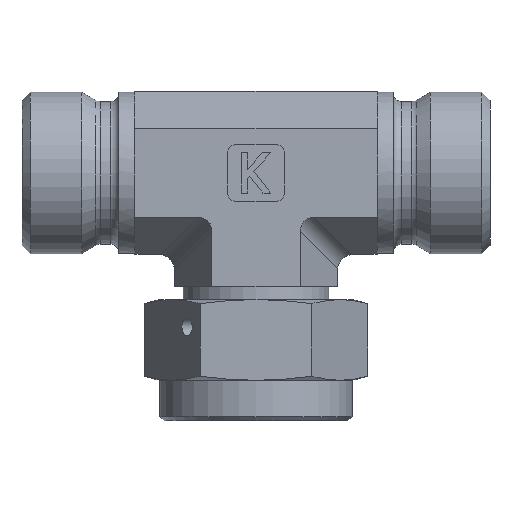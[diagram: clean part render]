
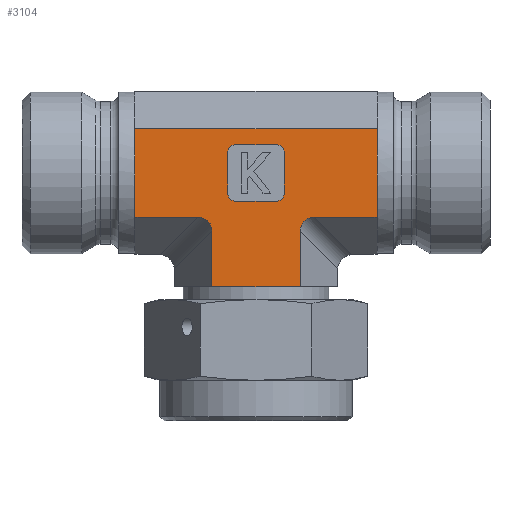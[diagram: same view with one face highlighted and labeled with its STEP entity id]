
A CAD part, left-side view. The second image highlights one B-rep face of the part: STEP entity #3104.
In plain terms, the highlighted planar face has unit normal (-1, 0, 0).
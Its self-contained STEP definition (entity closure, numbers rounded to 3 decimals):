
#153=CARTESIAN_POINT('',(-28.485,24.544,20.485));
#154=VERTEX_POINT('',#153);
#155=CARTESIAN_POINT('',(-28.485,24.544,18.122));
#156=VERTEX_POINT('',#155);
#157=CARTESIAN_POINT('',(-28.485,24.544,20.485));
#158=DIRECTION('',(0.0,0.0,-1.0));
#159=VECTOR('',#158,2.362);
#160=LINE('',#157,#159);
#161=EDGE_CURVE('',#154,#156,#160,.T.);
#186=CARTESIAN_POINT('',(-28.485,24.544,9.515));
#187=VERTEX_POINT('',#186);
#196=CARTESIAN_POINT('',(-28.485,24.544,11.878));
#197=VERTEX_POINT('',#196);
#198=CARTESIAN_POINT('',(-28.485,24.544,11.878));
#199=DIRECTION('',(0.0,0.0,-1.0));
#200=VECTOR('',#199,2.362);
#201=LINE('',#198,#200);
#202=EDGE_CURVE('',#197,#187,#201,.T.);
#655=CARTESIAN_POINT('',(-28.485,-5.456,9.515));
#656=VERTEX_POINT('',#655);
#657=CARTESIAN_POINT('',(-28.485,-5.456,11.878));
#658=VERTEX_POINT('',#657);
#659=CARTESIAN_POINT('',(-28.485,-5.456,9.515));
#660=DIRECTION('',(0.0,0.0,1.0));
#661=VECTOR('',#660,2.362);
#662=LINE('',#659,#661);
#663=EDGE_CURVE('',#656,#658,#662,.T.);
#688=CARTESIAN_POINT('',(-28.485,-5.456,20.485));
#689=VERTEX_POINT('',#688);
#698=CARTESIAN_POINT('',(-28.485,-5.456,18.122));
#699=VERTEX_POINT('',#698);
#700=CARTESIAN_POINT('',(-28.485,-5.456,18.122));
#701=DIRECTION('',(0.0,0.0,1.0));
#702=VECTOR('',#701,2.362);
#703=LINE('',#700,#702);
#704=EDGE_CURVE('',#699,#689,#703,.T.);
#1327=CARTESIAN_POINT('',(-28.485,15.029,0.9));
#1328=VERTEX_POINT('',#1327);
#1366=CARTESIAN_POINT('',(-28.485,4.059,0.9));
#1367=VERTEX_POINT('',#1366);
#1374=CARTESIAN_POINT('',(-28.485,15.029,0.9));
#1375=DIRECTION('',(0.0,-1.0,0.0));
#1376=VECTOR('',#1375,10.97);
#1377=LINE('',#1374,#1376);
#1378=EDGE_CURVE('',#1328,#1367,#1377,.T.);
#2011=CARTESIAN_POINT('',(-28.485,15.029,7.783));
#2012=VERTEX_POINT('',#2011);
#2013=CARTESIAN_POINT('',(-28.485,16.761,9.515));
#2014=VERTEX_POINT('',#2013);
#2015=CARTESIAN_POINT('',(-28.485,17.338,7.206));
#2016=DIRECTION('',(-1.0,0.0,0.0));
#2017=DIRECTION('',(0.0,-0.707,0.707));
#2018=AXIS2_PLACEMENT_3D('',#2015,#2016,#2017);
#2019=ELLIPSE('',#2018,2.582,2.0);
#2020=EDGE_CURVE('',#2012,#2014,#2019,.T.);
#2064=CARTESIAN_POINT('',(-28.485,16.761,9.515));
#2065=DIRECTION('',(0.0,1.0,0.0));
#2066=VECTOR('',#2065,7.783);
#2067=LINE('',#2064,#2066);
#2068=EDGE_CURVE('',#2014,#187,#2067,.T.);
#2488=CARTESIAN_POINT('',(-28.485,6.044,17.5));
#2489=VERTEX_POINT('',#2488);
#2496=CARTESIAN_POINT('',(-28.485,7.044,18.5));
#2497=VERTEX_POINT('',#2496);
#2498=CARTESIAN_POINT('',(-28.485,7.044,17.5));
#2499=DIRECTION('',(-1.0,0.0,0.0));
#2500=DIRECTION('',(0.0,-0.707,0.707));
#2501=AXIS2_PLACEMENT_3D('',#2498,#2499,#2500);
#2502=CIRCLE('',#2501,1.0);
#2503=EDGE_CURVE('',#2489,#2497,#2502,.T.);
#2520=CARTESIAN_POINT('',(-28.485,12.044,18.5));
#2521=VERTEX_POINT('',#2520);
#2522=CARTESIAN_POINT('',(-28.485,12.044,18.5));
#2523=DIRECTION('',(0.0,-1.0,0.0));
#2524=VECTOR('',#2523,5.);
#2525=LINE('',#2522,#2524);
#2526=EDGE_CURVE('',#2521,#2497,#2525,.T.);
#2561=CARTESIAN_POINT('',(-28.485,7.044,11.5));
#2562=VERTEX_POINT('',#2561);
#2569=CARTESIAN_POINT('',(-28.485,6.044,12.5));
#2570=VERTEX_POINT('',#2569);
#2571=CARTESIAN_POINT('',(-28.485,7.044,12.5));
#2572=DIRECTION('',(-1.0,0.0,0.0));
#2573=DIRECTION('',(0.0,-0.707,-0.707));
#2574=AXIS2_PLACEMENT_3D('',#2571,#2572,#2573);
#2575=CIRCLE('',#2574,1.0);
#2576=EDGE_CURVE('',#2562,#2570,#2575,.T.);
#2600=CARTESIAN_POINT('',(-28.485,6.044,17.5));
#2601=DIRECTION('',(0.0,0.0,-1.0));
#2602=VECTOR('',#2601,5.0);
#2603=LINE('',#2600,#2602);
#2604=EDGE_CURVE('',#2489,#2570,#2603,.T.);
#2625=CARTESIAN_POINT('',(-28.485,13.044,12.5));
#2626=VERTEX_POINT('',#2625);
#2633=CARTESIAN_POINT('',(-28.485,12.044,11.5));
#2634=VERTEX_POINT('',#2633);
#2635=CARTESIAN_POINT('',(-28.485,12.044,12.5));
#2636=DIRECTION('',(-1.0,0.0,0.0));
#2637=DIRECTION('',(0.0,0.707,-0.707));
#2638=AXIS2_PLACEMENT_3D('',#2635,#2636,#2637);
#2639=CIRCLE('',#2638,1.0);
#2640=EDGE_CURVE('',#2626,#2634,#2639,.T.);
#2664=CARTESIAN_POINT('',(-28.485,7.044,11.5));
#2665=DIRECTION('',(0.0,1.0,0.0));
#2666=VECTOR('',#2665,5.);
#2667=LINE('',#2664,#2666);
#2668=EDGE_CURVE('',#2562,#2634,#2667,.T.);
#2688=CARTESIAN_POINT('',(-28.485,13.044,17.5));
#2689=VERTEX_POINT('',#2688);
#2690=CARTESIAN_POINT('',(-28.485,12.044,17.5));
#2691=DIRECTION('',(-1.0,0.0,0.0));
#2692=DIRECTION('',(0.0,0.707,0.707));
#2693=AXIS2_PLACEMENT_3D('',#2690,#2691,#2692);
#2694=CIRCLE('',#2693,1.0);
#2695=EDGE_CURVE('',#2521,#2689,#2694,.T.);
#2719=CARTESIAN_POINT('',(-28.485,13.044,12.5));
#2720=DIRECTION('',(0.0,0.0,1.0));
#2721=VECTOR('',#2720,5.);
#2722=LINE('',#2719,#2721);
#2723=EDGE_CURVE('',#2626,#2689,#2722,.T.);
#2774=CARTESIAN_POINT('',(-28.485,24.544,18.122));
#2775=DIRECTION('',(0.0,0.0,-1.0));
#2776=VECTOR('',#2775,6.245);
#2777=LINE('',#2774,#2776);
#2778=EDGE_CURVE('',#156,#197,#2777,.T.);
#2819=CARTESIAN_POINT('',(-28.485,-5.456,11.878));
#2820=DIRECTION('',(0.0,0.0,1.0));
#2821=VECTOR('',#2820,6.245);
#2822=LINE('',#2819,#2821);
#2823=EDGE_CURVE('',#658,#699,#2822,.T.);
#2849=CARTESIAN_POINT('',(-28.485,15.029,0.9));
#2850=DIRECTION('',(0.0,0.0,1.0));
#2851=VECTOR('',#2850,6.883);
#2852=LINE('',#2849,#2851);
#2853=EDGE_CURVE('',#1328,#2012,#2852,.T.);
#2936=CARTESIAN_POINT('',(-28.485,2.327,9.515));
#2937=VERTEX_POINT('',#2936);
#2944=CARTESIAN_POINT('',(-28.485,4.059,7.783));
#2945=VERTEX_POINT('',#2944);
#2946=CARTESIAN_POINT('',(-28.485,1.75,7.206));
#2947=DIRECTION('',(-1.0,0.0,0.0));
#2948=DIRECTION('',(0.0,0.707,0.707));
#2949=AXIS2_PLACEMENT_3D('',#2946,#2947,#2948);
#2950=ELLIPSE('',#2949,2.582,2.0);
#2951=EDGE_CURVE('',#2937,#2945,#2950,.T.);
#2989=CARTESIAN_POINT('',(-28.485,4.059,0.9));
#2990=DIRECTION('',(0.0,0.0,1.0));
#2991=VECTOR('',#2990,6.883);
#2992=LINE('',#2989,#2991);
#2993=EDGE_CURVE('',#1367,#2945,#2992,.T.);
#3004=CARTESIAN_POINT('',(-28.485,2.327,9.515));
#3005=DIRECTION('',(0.0,-1.0,0.0));
#3006=VECTOR('',#3005,7.783);
#3007=LINE('',#3004,#3006);
#3008=EDGE_CURVE('',#2937,#656,#3007,.T.);
#3041=CARTESIAN_POINT('',(-28.485,24.544,20.485));
#3042=DIRECTION('',(0.0,-1.0,0.0));
#3043=VECTOR('',#3042,30.);
#3044=LINE('',#3041,#3043);
#3045=EDGE_CURVE('',#154,#689,#3044,.T.);
#3073=CARTESIAN_POINT('',(-28.485,4.059,0.0));
#3074=DIRECTION('',(-1.0,0.0,0.0));
#3075=DIRECTION('',(0.0,0.0,1.0));
#3076=AXIS2_PLACEMENT_3D('',#3073,#3074,#3075);
#3077=PLANE('',#3076);
#3078=ORIENTED_EDGE('',*,*,#202,.T.);
#3079=ORIENTED_EDGE('',*,*,#2068,.F.);
#3080=ORIENTED_EDGE('',*,*,#2020,.F.);
#3081=ORIENTED_EDGE('',*,*,#2853,.F.);
#3082=ORIENTED_EDGE('',*,*,#1378,.T.);
#3083=ORIENTED_EDGE('',*,*,#2993,.T.);
#3084=ORIENTED_EDGE('',*,*,#2951,.F.);
#3085=ORIENTED_EDGE('',*,*,#3008,.T.);
#3086=ORIENTED_EDGE('',*,*,#663,.T.);
#3087=ORIENTED_EDGE('',*,*,#2823,.T.);
#3088=ORIENTED_EDGE('',*,*,#704,.T.);
#3089=ORIENTED_EDGE('',*,*,#3045,.F.);
#3090=ORIENTED_EDGE('',*,*,#161,.T.);
#3091=ORIENTED_EDGE('',*,*,#2778,.T.);
#3092=EDGE_LOOP('',(#3078,#3079,#3080,#3081,#3082,#3083,#3084,#3085,#3086,#3087,#3088,#3089,#3090,#3091));
#3093=FACE_OUTER_BOUND('',#3092,.T.);
#3094=ORIENTED_EDGE('',*,*,#2668,.T.);
#3095=ORIENTED_EDGE('',*,*,#2640,.F.);
#3096=ORIENTED_EDGE('',*,*,#2723,.T.);
#3097=ORIENTED_EDGE('',*,*,#2695,.F.);
#3098=ORIENTED_EDGE('',*,*,#2526,.T.);
#3099=ORIENTED_EDGE('',*,*,#2503,.F.);
#3100=ORIENTED_EDGE('',*,*,#2604,.T.);
#3101=ORIENTED_EDGE('',*,*,#2576,.F.);
#3102=EDGE_LOOP('',(#3094,#3095,#3096,#3097,#3098,#3099,#3100,#3101));
#3103=FACE_BOUND('',#3102,.T.);
#3104=ADVANCED_FACE('',(#3093,#3103),#3077,.T.);
